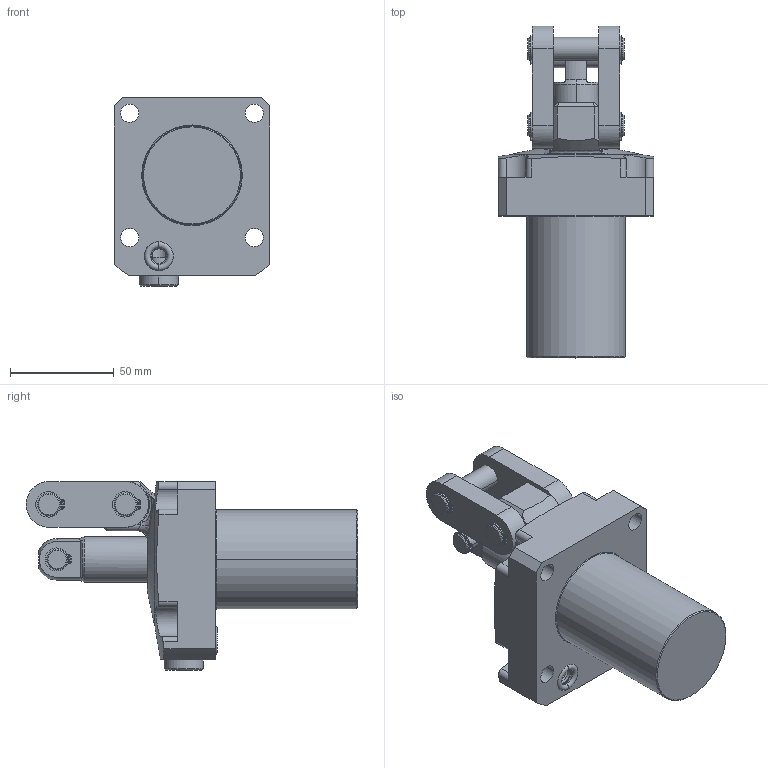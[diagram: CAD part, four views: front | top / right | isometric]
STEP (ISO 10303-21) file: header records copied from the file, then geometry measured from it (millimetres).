
FILE_DESCRIPTION((''),'2;1');
FILE_NAME('ILCMV41612200','2018-11-06T',('ngp'),(''),'PRO/ENGINEER BY PARAMETRIC TECHNOLOGY CORPORATION, 2013320','PRO/ENGINEER BY PARAMETRIC TECHNOLOGY CORPORATION, 2013320','');
FILE_SCHEMA(('AUTOMOTIVE_DESIGN { 1 0 10303 214 1 1 1 1 }'));
Length unit declared in the file: millimetre
Products named in the file (3): ILCMV41612200_BODY; ILCMV41612200_LUG; ILCMV41612200
Assembly tree (2 placements, depth 2):
  ILCMV41612200
    ILCMV41612200_BODY
    ILCMV41612200_LUG
Bounding box: 75 x 160 x 91.05 mm (x, y, z)
Volume: 356535.8 mm3; surface area: 59303.1 mm2
Topology: 3 solids, 5 shells, 337 faces, 874 edges, 559 vertices
Faces by surface type: cylinder 149, plane 118, cone 41, torus 17, sphere 8, bspline 4
Entity records: 13766 total; most frequent: CARTESIAN_POINT 2485, DIRECTION 1875, ORIENTED_EDGE 1732, PRESENTATION_STYLE_ASSIGNMENT 875, STYLED_ITEM 875, CURVE_STYLE 870, EDGE_CURVE 870, AXIS2_PLACEMENT_3D 751
